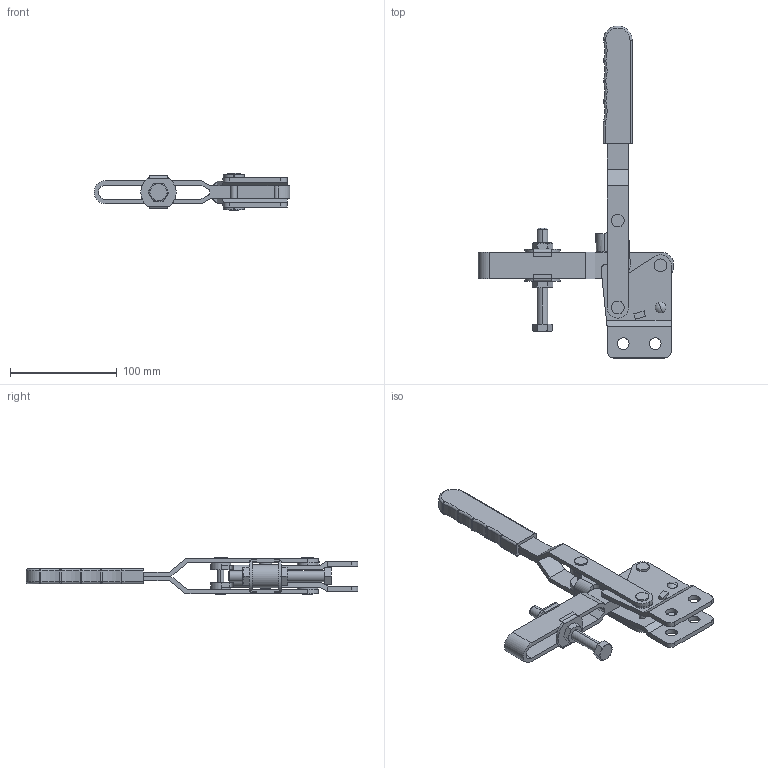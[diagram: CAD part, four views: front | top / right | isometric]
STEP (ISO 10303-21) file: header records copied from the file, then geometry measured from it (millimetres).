
FILE_DESCRIPTION (( 'STEP AP214' ), '1' );
FILE_NAME ('GH-13412(Â²¤Æ)-1.STEP', '2020-05-22T00:54:21', ( 'LinWei' ), ( '' ), 'SwSTEP 2.0', 'SolidWorks 2016', '' );
FILE_SCHEMA (( 'AUTOMOTIVE_DESIGN' ));
Length unit declared in the file: millimetre
Products named in the file (6): Group2^GH-13412(簡化)-1; Group1^GH-13412(簡化)-1; 11441208-1^GH-13412(簡化)-1; Group5^GH-13412(簡化)-1; Group4^GH-13412(簡化)-1; GH-13412(簡化)-1
Assembly tree (5 placements, depth 2):
  GH-13412(簡化)-1
    Group4^GH-13412(簡化)-1
    Group5^GH-13412(簡化)-1
    11441208-1^GH-13412(簡化)-1
    Group1^GH-13412(簡化)-1
    Group2^GH-13412(簡化)-1
Bounding box: 183.5 x 311.3 x 35.5 mm (x, y, z)
Volume: 188131.2 mm3; surface area: 85546 mm2
Topology: 5 solids, 5 shells, 306 faces, 747 edges, 475 vertices
Faces by surface type: plane 137, cylinder 113, cone 32, torus 22, sphere 2
Entity records: 10507 total; most frequent: CARTESIAN_POINT 1904, DIRECTION 1613, ORIENTED_EDGE 1494, EDGE_CURVE 747, AXIS2_PLACEMENT_3D 620, VERTEX_POINT 475, VECTOR 373, LINE 373
